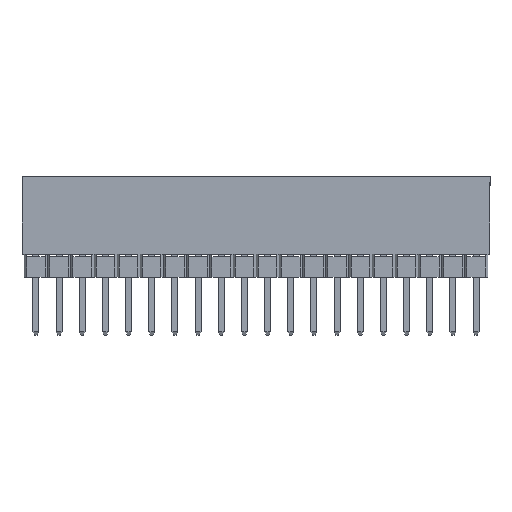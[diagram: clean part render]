
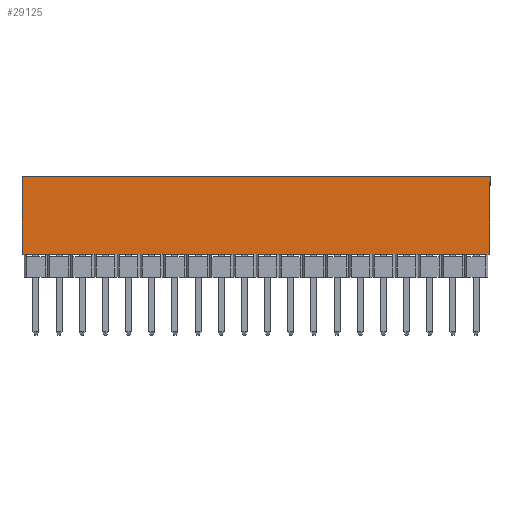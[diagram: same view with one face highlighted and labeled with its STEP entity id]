
A CAD part, front view. The second image highlights one B-rep face of the part: STEP entity #29125.
In plain terms, the highlighted face is planar.
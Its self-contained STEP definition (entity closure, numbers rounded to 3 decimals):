
#1073=FACE_OUTER_BOUND('',#2787,.T.);
#2787=EDGE_LOOP('',(#20901,#20902,#20903,#20904));
#4101=LINE('',#39408,#8171);
#5187=LINE('',#41660,#9257);
#5270=LINE('',#41826,#9340);
#5271=LINE('',#41827,#9341);
#8171=VECTOR('',#32020,8.5);
#9257=VECTOR('',#33988,25.9);
#9340=VECTOR('',#34073,25.9);
#9341=VECTOR('',#34074,8.5);
#12241=VERTEX_POINT('',#39405);
#12242=VERTEX_POINT('',#39407);
#12967=VERTEX_POINT('',#41659);
#13049=VERTEX_POINT('',#41825);
#14821=EDGE_CURVE('',#12242,#12241,#4101,.T.);
#15907=EDGE_CURVE('',#12242,#12967,#5187,.T.);
#15990=EDGE_CURVE('',#12241,#13049,#5270,.T.);
#15991=EDGE_CURVE('',#12967,#13049,#5271,.T.);
#20901=ORIENTED_EDGE('',*,*,#15990,.T.);
#20902=ORIENTED_EDGE('',*,*,#15991,.F.);
#20903=ORIENTED_EDGE('',*,*,#15907,.F.);
#20904=ORIENTED_EDGE('',*,*,#14821,.T.);
#27471=PLANE('',#30796);
#29125=ADVANCED_FACE('',(#1073),#27471,.T.);
#30796=AXIS2_PLACEMENT_3D('',#41824,#34071,#34072);
#32020=DIRECTION('',(0.,-1.,0.));
#33988=DIRECTION('',(1.,0.,0.));
#34071=DIRECTION('center_axis',(0.,0.,1.));
#34072=DIRECTION('ref_axis',(0.,-1.,0.));
#34073=DIRECTION('',(1.,0.,0.));
#34074=DIRECTION('',(0.,-1.,0.));
#39405=CARTESIAN_POINT('',(-38.35,0.,2.5));
#39407=CARTESIAN_POINT('',(-38.35,8.5,2.5));
#39408=CARTESIAN_POINT('',(-38.35,8.5,2.5));
#41659=CARTESIAN_POINT('',(12.95,8.5,2.5));
#41660=CARTESIAN_POINT('',(-38.35,8.5,2.5));
#41824=CARTESIAN_POINT('Origin',(-12.95,8.5,2.5));
#41825=CARTESIAN_POINT('',(12.95,0.,2.5));
#41826=CARTESIAN_POINT('',(-38.35,0.,2.5));
#41827=CARTESIAN_POINT('',(12.95,8.5,2.5));
